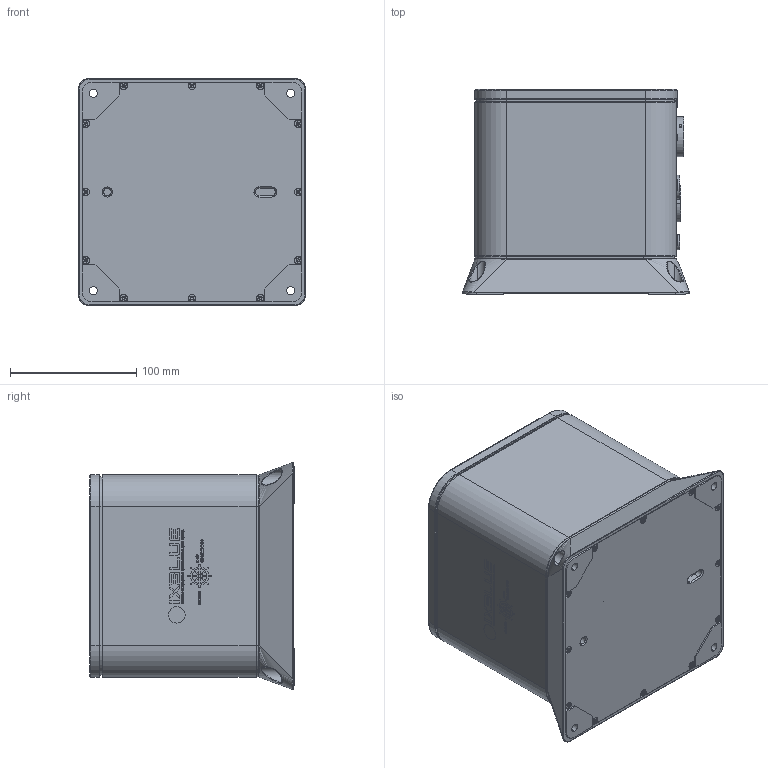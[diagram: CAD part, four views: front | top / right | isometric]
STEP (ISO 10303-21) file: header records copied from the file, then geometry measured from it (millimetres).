
FILE_DESCRIPTION (( 'STEP AP203' ), '1' );
FILE_NAME ('PHINS3.STEP', '2012-01-11T14:13:21', ( '' ), ( '' ), 'SwSTEP 2.0', 'SolidWorks 2011', '' );
FILE_SCHEMA (( 'CONFIG_CONTROL_DESIGN' ));
Products named in the file (21): PHINS3; connecteur_JTAG; rondelles norm type Z_MVZU3; Vis_CZX_VIS CZX M3X6; PHISXX_PI_044_Joint_semelle; PHISXX_PI_045_Joint_Trappe; PHISXX_AS_013_Trappe_Phins3; FNTAUT_PI_029_JOINT_PLAT_CEM_T20; FNTAUT_PI_028_JOINT_PLAT_CEM_T18; FNTAUT_PI_027_JOINT_PLAT_CEM_T12; FNTAUT_PI_026_JOINT_PLAT_CEM_T08; Vis CL_MVCL3-6; STDELN_AS_017_Carte_mere_octans_phins; connecteur_ethernet; pa_four_be_008_connect_diam_19; pa_four_be_007_connect_diam_12; pa_four_be_010_connect_diam_32; carte_mere_octans_phins_masse; PHISXX_PI_042_Peinture_Marq_Trappe_Phins3; PHISXX_PI_038_Semelle_Phins3; PHISXX_PI_040_Peinture_Marq_boitier_Phins3
Assembly tree (71 placements, depth 4):
  PHINS3
    rondelles norm type Z_MVZU3  x13
    Vis_CZX_VIS CZX M3X6  x25
    PHISXX_PI_038_Semelle_Phins3
    PHISXX_AS_013_Trappe_Phins3
      Vis CL_MVCL3-6  x16
      PHISXX_PI_042_Peinture_Marq_Trappe_Phins3
      FNTAUT_PI_026_JOINT_PLAT_CEM_T08
      STDELN_AS_017_Carte_mere_octans_phins
        pa_four_be_010_connect_diam_32
        pa_four_be_008_connect_diam_19
        carte_mere_octans_phins_masse
        connecteur_ethernet
        pa_four_be_007_connect_diam_12
      FNTAUT_PI_027_JOINT_PLAT_CEM_T12
      FNTAUT_PI_028_JOINT_PLAT_CEM_T18
      FNTAUT_PI_029_JOINT_PLAT_CEM_T20
    PHISXX_PI_045_Joint_Trappe
    connecteur_JTAG
    PHISXX_PI_044_Joint_semelle
    PHISXX_PI_040_Peinture_Marq_boitier_Phins3
Bounding box: 179.56 x 162 x 179.56 mm (x, y, z)
Volume: 656192.3 mm3; surface area: 397074.7 mm2
Topology: 85 solids, 85 shells, 4242 faces, 10440 edges, 6685 vertices
Faces by surface type: plane 1987, cylinder 1307, bspline 391, cone 359, torus 198
Entity records: 109001 total; most frequent: CARTESIAN_POINT 35432, ORIENTED_EDGE 14804, DIRECTION 13498, EDGE_CURVE 7402, LINE 4930, VECTOR 4930, VERTEX_POINT 4828, AXIS2_PLACEMENT_3D 4284
